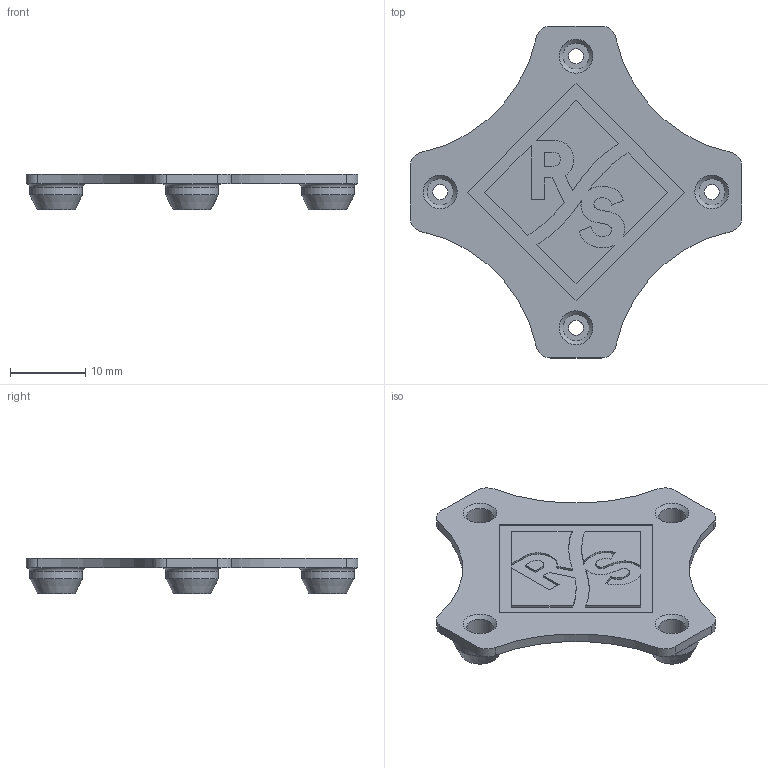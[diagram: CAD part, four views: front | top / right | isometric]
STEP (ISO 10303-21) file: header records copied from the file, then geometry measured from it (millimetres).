
FILE_DESCRIPTION(/* description */ ('STEP AP242','CAx-IF Rec.Pracs.---Representation and Presentation of Product Manufacturing Information (PMI)---4.0---2014-10-13','CAx-IF Rec.Pracs.---3D Tessellated Geometry---0.4---2014-09-14','2;1'),/* implementation_level */ '2;1');
FILE_NAME(/* name */ '6617a1edaf06a66d13894641',/* time_stamp */ '2024-04-11T08:40:14Z',/* author */ (''),/* organization */ (''),/* preprocessor_version */ 'ST-DEVELOPER v20',/* originating_system */ ' ',/* authorisation */ ' ');
FILE_SCHEMA (('AP242_MANAGED_MODEL_BASED_3D_ENGINEERING_MIM_LF { 1 0 10303 442 1 1 4 }'));
Length unit declared in the file: metre
Products named in the file (1): TopPlate
Bounding box: 44 x 44 x 4.75 mm (x, y, z)
Volume: 1617.9 mm3; surface area: 2756 mm2
Topology: 1 solids, 1 shells, 300 faces, 847 edges, 559 vertices
Faces by surface type: plane 264, cylinder 24, cone 8, torus 4
Full cylindrical faces by diameter (mm): 2 x4, 3.5 x4, 7 x4
Entity records: 9426 total; most frequent: CARTESIAN_POINT 1677, ORIENTED_EDGE 1640, DIRECTION 1482, EDGE_CURVE 820, LINE 760, VECTOR 760, VERTEX_POINT 556, AXIS2_PLACEMENT_3D 361
